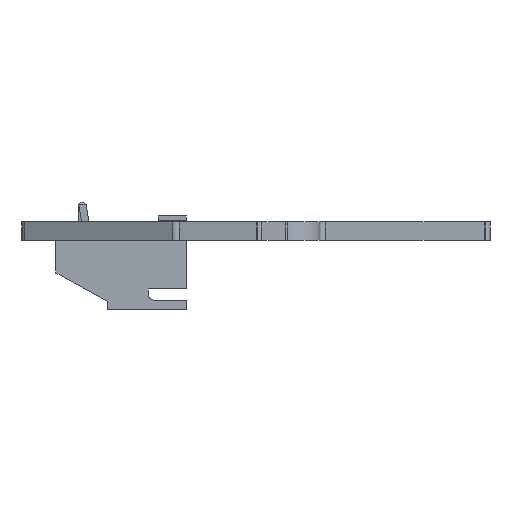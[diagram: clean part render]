
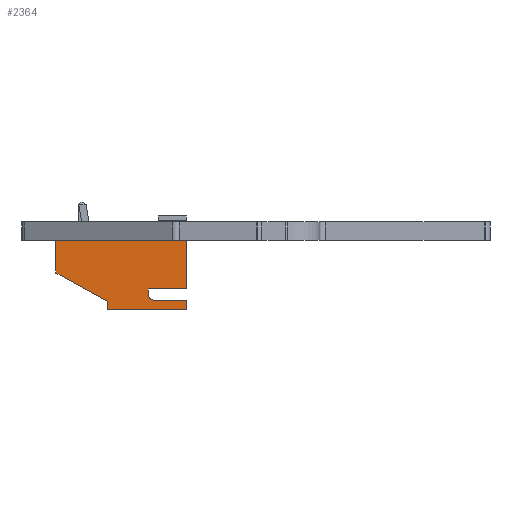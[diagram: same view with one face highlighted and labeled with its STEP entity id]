
A CAD part, left-side view. The second image highlights one B-rep face of the part: STEP entity #2364.
In plain terms, the highlighted face is planar.
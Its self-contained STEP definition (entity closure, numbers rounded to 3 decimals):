
#1606 = VERTEX_POINT('',#1607);
#1607 = CARTESIAN_POINT('',(9.95,-2.2,5.35));
#1615 = EDGE_CURVE('',#1606,#1616,#1618,.T.);
#1616 = VERTEX_POINT('',#1617);
#1617 = CARTESIAN_POINT('',(9.95,-2.2,6.1));
#1618 = LINE('',#1619,#1620);
#1619 = CARTESIAN_POINT('',(9.95,-2.2,0.35));
#1620 = VECTOR('',#1621,1.);
#1621 = DIRECTION('',(0.,0.,1.));
#1728 = VERTEX_POINT('',#1729);
#1729 = CARTESIAN_POINT('',(9.95,-9.2,0.));
#1735 = EDGE_CURVE('',#1728,#1736,#1738,.T.);
#1736 = VERTEX_POINT('',#1737);
#1737 = CARTESIAN_POINT('',(9.95,-9.2,4.25));
#1738 = LINE('',#1739,#1740);
#1739 = CARTESIAN_POINT('',(9.95,-9.2,0.));
#1740 = VECTOR('',#1741,1.);
#1741 = DIRECTION('',(0.,0.,1.));
#1903 = EDGE_CURVE('',#1616,#1904,#1906,.T.);
#1904 = VERTEX_POINT('',#1905);
#1905 = CARTESIAN_POINT('',(9.95,-9.2,6.1));
#1906 = LINE('',#1907,#1908);
#1907 = CARTESIAN_POINT('',(9.95,-2.2,6.1));
#1908 = VECTOR('',#1909,1.);
#1909 = DIRECTION('',(0.,-1.,0.));
#2347 = VERTEX_POINT('',#2348);
#2348 = CARTESIAN_POINT('',(9.95,2.3,2.85));
#2354 = EDGE_CURVE('',#1606,#2347,#2355,.T.);
#2355 = LINE('',#2356,#2357);
#2356 = CARTESIAN_POINT('',(9.95,-2.2,5.35));
#2357 = VECTOR('',#2358,1.);
#2358 = DIRECTION('',(0.,0.874,-0.486)
  );
#2364 = ADVANCED_FACE('',(#2365),#2424,.T.);
#2365 = FACE_BOUND('',#2366,.T.);
#2366 = EDGE_LOOP('',(#2367,#2368,#2376,#2382,#2383,#2384,#2385,#2393,
    #2401,#2410,#2418));
#2367 = ORIENTED_EDGE('',*,*,#1735,.F.);
#2368 = ORIENTED_EDGE('',*,*,#2369,.F.);
#2369 = EDGE_CURVE('',#2370,#1728,#2372,.T.);
#2370 = VERTEX_POINT('',#2371);
#2371 = CARTESIAN_POINT('',(9.95,2.3,0.));
#2372 = LINE('',#2373,#2374);
#2373 = CARTESIAN_POINT('',(9.95,2.3,0.));
#2374 = VECTOR('',#2375,1.);
#2375 = DIRECTION('',(0.,-1.,0.));
#2376 = ORIENTED_EDGE('',*,*,#2377,.F.);
#2377 = EDGE_CURVE('',#2347,#2370,#2378,.T.);
#2378 = LINE('',#2379,#2380);
#2379 = CARTESIAN_POINT('',(9.95,2.3,2.85));
#2380 = VECTOR('',#2381,1.);
#2381 = DIRECTION('',(-0.,0.,-1.));
#2382 = ORIENTED_EDGE('',*,*,#2354,.F.);
#2383 = ORIENTED_EDGE('',*,*,#1615,.T.);
#2384 = ORIENTED_EDGE('',*,*,#1903,.T.);
#2385 = ORIENTED_EDGE('',*,*,#2386,.F.);
#2386 = EDGE_CURVE('',#2387,#1904,#2389,.T.);
#2387 = VERTEX_POINT('',#2388);
#2388 = CARTESIAN_POINT('',(9.95,-9.2,5.25));
#2389 = LINE('',#2390,#2391);
#2390 = CARTESIAN_POINT('',(9.95,-9.2,0.35));
#2391 = VECTOR('',#2392,1.);
#2392 = DIRECTION('',(0.,0.,1.));
#2393 = ORIENTED_EDGE('',*,*,#2394,.T.);
#2394 = EDGE_CURVE('',#2387,#2395,#2397,.T.);
#2395 = VERTEX_POINT('',#2396);
#2396 = CARTESIAN_POINT('',(9.95,-6.35,5.25));
#2397 = LINE('',#2398,#2399);
#2398 = CARTESIAN_POINT('',(9.95,-9.2,5.25));
#2399 = VECTOR('',#2400,1.);
#2400 = DIRECTION('',(0.,1.,0.));
#2401 = ORIENTED_EDGE('',*,*,#2402,.T.);
#2402 = EDGE_CURVE('',#2395,#2403,#2405,.T.);
#2403 = VERTEX_POINT('',#2404);
#2404 = CARTESIAN_POINT('',(9.95,-5.85,4.75));
#2405 = CIRCLE('',#2406,0.5);
#2406 = AXIS2_PLACEMENT_3D('',#2407,#2408,#2409);
#2407 = CARTESIAN_POINT('',(9.95,-6.35,4.75));
#2408 = DIRECTION('',(-1.,0.,0.));
#2409 = DIRECTION('',(0.,0.,1.));
#2410 = ORIENTED_EDGE('',*,*,#2411,.T.);
#2411 = EDGE_CURVE('',#2403,#2412,#2414,.T.);
#2412 = VERTEX_POINT('',#2413);
#2413 = CARTESIAN_POINT('',(9.95,-5.85,4.25));
#2414 = LINE('',#2415,#2416);
#2415 = CARTESIAN_POINT('',(9.95,-5.85,4.75));
#2416 = VECTOR('',#2417,1.);
#2417 = DIRECTION('',(0.,0.,-1.));
#2418 = ORIENTED_EDGE('',*,*,#2419,.T.);
#2419 = EDGE_CURVE('',#2412,#1736,#2420,.T.);
#2420 = LINE('',#2421,#2422);
#2421 = CARTESIAN_POINT('',(9.95,-5.85,4.25));
#2422 = VECTOR('',#2423,1.);
#2423 = DIRECTION('',(0.,-1.,0.));
#2424 = PLANE('',#2425);
#2425 = AXIS2_PLACEMENT_3D('',#2426,#2427,#2428);
#2426 = CARTESIAN_POINT('',(9.95,-4.427,3.048));
#2427 = DIRECTION('',(1.,0.,0.));
#2428 = DIRECTION('',(0.,0.,-1.));
